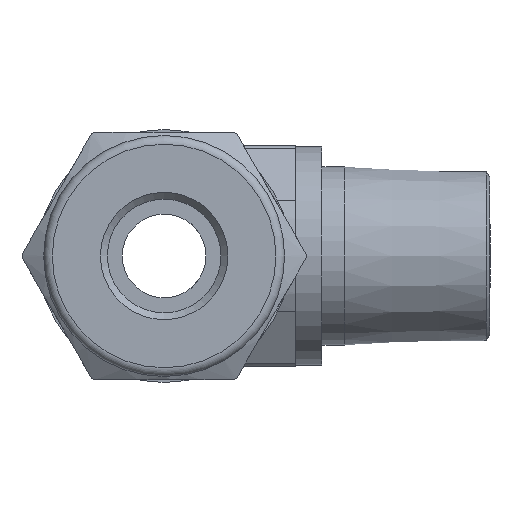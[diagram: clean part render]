
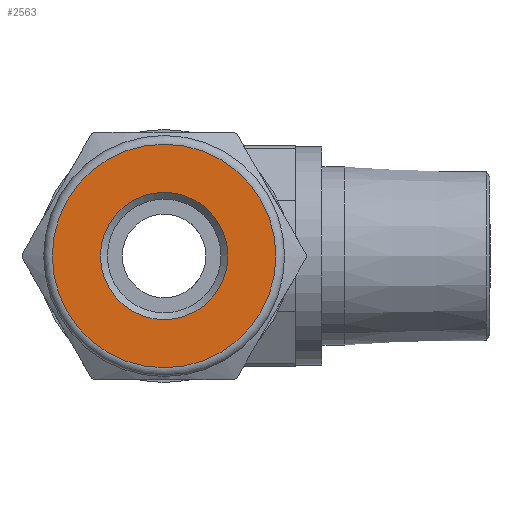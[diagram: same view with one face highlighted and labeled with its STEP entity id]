
A CAD part, left-side view. The second image highlights one B-rep face of the part: STEP entity #2563.
In plain terms, the highlighted planar face has unit normal (-1, 0, 0).
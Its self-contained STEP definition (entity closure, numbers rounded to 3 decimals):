
#59=FACE_BOUND('',#596,.T.);
#216=CIRCLE('',#2824,3.675);
#217=CIRCLE('',#2826,6.45);
#417=FACE_OUTER_BOUND('',#595,.T.);
#595=EDGE_LOOP('',(#1952));
#596=EDGE_LOOP('',(#1953));
#1157=VERTEX_POINT('',#4310);
#1158=VERTEX_POINT('',#4314);
#1443=EDGE_CURVE('',#1157,#1157,#216,.T.);
#1444=EDGE_CURVE('',#1158,#1158,#217,.T.);
#1952=ORIENTED_EDGE('',*,*,#1444,.F.);
#1953=ORIENTED_EDGE('',*,*,#1443,.T.);
#2471=PLANE('',#2825);
#2563=ADVANCED_FACE('',(#417,#59),#2471,.T.);
#2824=AXIS2_PLACEMENT_3D('',#4312,#3377,#3378);
#2825=AXIS2_PLACEMENT_3D('',#4313,#3379,#3380);
#2826=AXIS2_PLACEMENT_3D('',#4315,#3381,#3382);
#3377=DIRECTION('center_axis',(1.,0.,0.));
#3378=DIRECTION('ref_axis',(0.,0.,-1.));
#3379=DIRECTION('center_axis',(-1.,0.,0.));
#3380=DIRECTION('ref_axis',(0.,0.,1.));
#3381=DIRECTION('center_axis',(1.,0.,0.));
#3382=DIRECTION('ref_axis',(0.,0.,-1.));
#4310=CARTESIAN_POINT('',(-27.139,-3.675,0.));
#4312=CARTESIAN_POINT('Origin',(-27.139,0.,
0.));
#4313=CARTESIAN_POINT('Origin',(-27.139,6.45,0.));
#4314=CARTESIAN_POINT('',(-27.139,0.,6.45));
#4315=CARTESIAN_POINT('Origin',(-27.139,0.,
0.));
